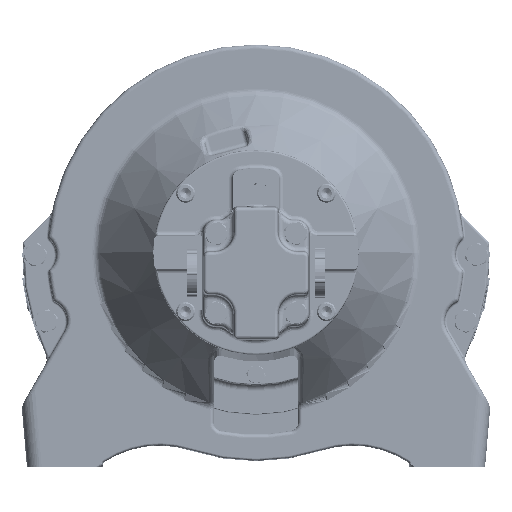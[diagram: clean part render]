
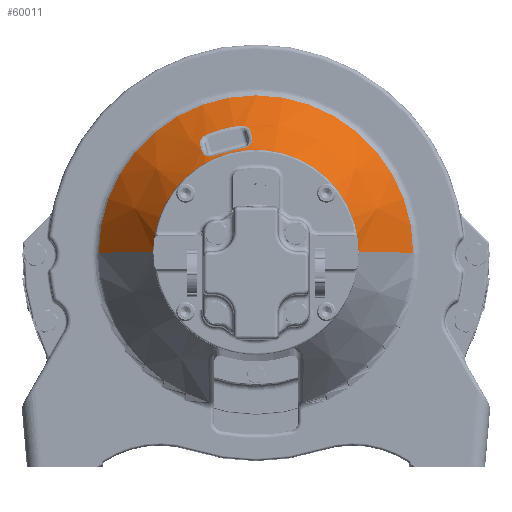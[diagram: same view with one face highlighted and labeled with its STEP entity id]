
A CAD part, top view. The second image highlights one B-rep face of the part: STEP entity #60011.
In plain terms, the highlighted conical face has half-angle 35 degrees and reference radius 97.764 mm.
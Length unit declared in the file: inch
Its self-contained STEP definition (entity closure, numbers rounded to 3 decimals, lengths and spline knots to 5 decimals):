
#31415=DIRECTION('',(-0.574,0.,-0.819));
#31416=VECTOR('',#31415,2.88148);
#31417=CARTESIAN_POINT('',(-3.02261,0.,-0.22003));
#31418=LINE('',#31417,#31416);
#31439=DIRECTION('',(0.574,0.,-0.819));
#31440=VECTOR('',#31439,2.88148);
#31441=CARTESIAN_POINT('',(3.02261,0.,-0.22003));
#31442=LINE('',#31441,#31440);
#31443=DIRECTION('',(-0.147,0.565,-0.812));
#31444=VECTOR('',#31443,0.32892);
#31445=CARTESIAN_POINT('',(-1.6153,3.03698,
-0.81588));
#31446=LINE('',#31445,#31444);
#31447=CARTESIAN_POINT('',(-1.30091,2.86162,
-0.3926));
#31448=CARTESIAN_POINT('',(-1.31305,2.8583,
-0.39546));
#31449=CARTESIAN_POINT('',(-1.33658,2.85364,
-0.40352));
#31450=CARTESIAN_POINT('',(-1.37046,2.85146,
-0.42146));
#31451=CARTESIAN_POINT('',(-1.4012,2.85321,
-0.44291));
#31452=CARTESIAN_POINT('',(-1.42953,2.85812,
-0.46718));
#31453=CARTESIAN_POINT('',(-1.45538,2.86547,
-0.49317));
#31454=CARTESIAN_POINT('',(-1.47874,2.8748,
-0.52024));
#31455=CARTESIAN_POINT('',(-1.50018,2.88583,
-0.54829));
#31456=CARTESIAN_POINT('',(-1.52636,2.90264,
-0.58688));
#31457=CARTESIAN_POINT('',(-1.55436,2.92672,
-0.63599));
#31458=CARTESIAN_POINT('',(-1.58129,2.95957,
-0.69547));
#31459=CARTESIAN_POINT('',(-1.60212,2.99631,
-0.75577));
#31460=CARTESIAN_POINT('',(-1.61171,3.0232,
-0.7961));
#31461=CARTESIAN_POINT('',(-1.6153,3.03698,
-0.81588));
#31463=CARTESIAN_POINT('',(-0.30419,3.12869,
-0.3926));
#31464=CARTESIAN_POINT('',(-0.34505,3.11798,
-0.38302));
#31465=CARTESIAN_POINT('',(-0.428,3.09617,
-0.36588));
#31466=CARTESIAN_POINT('',(-0.59448,3.05217,
-0.3412));
#31467=CARTESIAN_POINT('',(-0.76181,3.00759,
-0.33116));
#31468=CARTESIAN_POINT('',(-0.9304,2.96229,
-0.33633));
#31469=CARTESIAN_POINT('',(-1.09822,2.91694,
-0.35161));
#31470=CARTESIAN_POINT('',(-1.22052,2.88362,
-0.37369));
#31471=CARTESIAN_POINT('',(-1.30091,2.86162,
-0.3926));
#31473=CARTESIAN_POINT('',(-0.1196,3.43775,
-0.81588));
#31474=CARTESIAN_POINT('',(-0.11194,3.40992,
-0.77578));
#31475=CARTESIAN_POINT('',(-0.10809,3.36803,
-0.71582));
#31476=CARTESIAN_POINT('',(-0.11715,3.31207,
-0.63637));
#31477=CARTESIAN_POINT('',(-0.13197,3.26983,
-0.57688));
#31478=CARTESIAN_POINT('',(-0.15533,3.22898,
-0.52003));
#31479=CARTESIAN_POINT('',(-0.18384,3.19597,
-0.47508));
#31480=CARTESIAN_POINT('',(-0.21303,3.17165,
-0.44304));
#31481=CARTESIAN_POINT('',(-0.23912,3.15453,
-0.4213));
#31482=CARTESIAN_POINT('',(-0.26908,3.13971,
-0.40362));
#31483=CARTESIAN_POINT('',(-0.29226,3.13182,
-0.3954));
#31484=CARTESIAN_POINT('',(-0.30419,3.12869,
-0.3926));
#31486=DIRECTION('',(0.155,-0.563,0.812));
#31487=VECTOR('',#31486,0.32892);
#31488=CARTESIAN_POINT('',(-0.17047,3.62284,
-1.08298));
#31489=LINE('',#31488,#31487);
#31490=CARTESIAN_POINT('',(-0.47993,3.7729,
-1.33498));
#31491=CARTESIAN_POINT('',(-0.46016,3.77542,
-1.33498));
#31492=CARTESIAN_POINT('',(-0.43103,3.77662,
-1.33177));
#31493=CARTESIAN_POINT('',(-0.3927,3.77369,
-1.32174));
#31494=CARTESIAN_POINT('',(-0.36534,3.76941,
-1.31176));
#31495=CARTESIAN_POINT('',(-0.33935,3.76331,
-1.29963));
#31496=CARTESIAN_POINT('',(-0.30639,3.75285,
-1.28067));
#31497=CARTESIAN_POINT('',(-0.27016,3.73651,
-1.25343));
#31498=CARTESIAN_POINT('',(-0.23302,3.71212,
-1.21513));
#31499=CARTESIAN_POINT('',(-0.20387,3.68478,
-1.17372));
#31500=CARTESIAN_POINT('',(-0.18214,3.65453,
-1.12897));
#31501=CARTESIAN_POINT('',(-0.17341,3.63355,
-1.09845));
#31502=CARTESIAN_POINT('',(-0.17047,3.62284,
-1.08298));
#31504=CARTESIAN_POINT('',(-1.66379,3.22271,
-1.08298));
#31505=CARTESIAN_POINT('',(-1.66948,3.24448,
-1.11434));
#31506=CARTESIAN_POINT('',(-1.66972,3.27391,
-1.15183));
#31507=CARTESIAN_POINT('',(-1.65999,3.31232,
-1.19457));
#31508=CARTESIAN_POINT('',(-1.65086,3.33805,
-1.22163));
#31509=CARTESIAN_POINT('',(-1.63463,3.37045,
-1.25294));
#31510=CARTESIAN_POINT('',(-1.6062,3.41,
-1.28635));
#31511=CARTESIAN_POINT('',(-1.5758,3.44103,
-1.30828));
#31512=CARTESIAN_POINT('',(-1.5467,3.46449,
-1.32175));
#31513=CARTESIAN_POINT('',(-1.5155,3.48588,
-1.33166));
#31514=CARTESIAN_POINT('',(-1.48888,3.49982,
-1.33498));
#31515=CARTESIAN_POINT('',(-1.47082,3.5074,
-1.33498));
#31603=CARTESIAN_POINT('',(0.,0.,-0.22003));
#31604=DIRECTION('',(0.,0.,1.));
#31605=DIRECTION('',(1.,0.,0.));
#31606=AXIS2_PLACEMENT_3D('',#31603,#31604,#31605);
#37265=CARTESIAN_POINT('',(0.,0.,-2.58039));
#37266=DIRECTION('',(0.,0.,-1.));
#37267=DIRECTION('',(-1.,0.,0.));
#37268=AXIS2_PLACEMENT_3D('',#37265,#37266,#37267);
#38381=CARTESIAN_POINT('',(0.,0.,-1.33498));
#38382=DIRECTION('',(0.,0.,1.));
#38383=DIRECTION('',(-0.126,0.992,0.));
#38384=AXIS2_PLACEMENT_3D('',#38381,#38382,#38383);
#38520=CARTESIAN_POINT('',(-0.30419,3.12869,
-0.3926));
#38526=CARTESIAN_POINT('',(-1.30091,2.86162,
-0.3926));
#44292=CARTESIAN_POINT('',(4.67535,0.,-2.58039));
#44293=VERTEX_POINT('',#44292);
#44379=CARTESIAN_POINT('',(3.02261,0.,-0.22003));
#44380=VERTEX_POINT('',#44379);
#44458=CARTESIAN_POINT('',(-4.67535,0.,-2.58039));
#44459=VERTEX_POINT('',#44458);
#44536=CARTESIAN_POINT('',(-3.02261,0.,-0.22003));
#44537=VERTEX_POINT('',#44536);
#44663=CARTESIAN_POINT('',(-1.6153,3.03698,
-0.81588));
#44664=CARTESIAN_POINT('',(-1.66379,3.22271,
-1.08298));
#44665=VERTEX_POINT('',#44663);
#44666=VERTEX_POINT('',#44664);
#44668=VERTEX_POINT('',#38526);
#44716=VERTEX_POINT('',#31515);
#44719=VERTEX_POINT('',#38520);
#44764=CARTESIAN_POINT('',(-0.47993,3.7729,
-1.33498));
#44765=VERTEX_POINT('',#44764);
#44767=CARTESIAN_POINT('',(-0.17047,3.62284,
-1.08298));
#44768=CARTESIAN_POINT('',(-0.1196,3.43775,
-0.81588));
#44769=VERTEX_POINT('',#44767);
#44770=VERTEX_POINT('',#44768);
#59979=CARTESIAN_POINT('',(0.,0.,-1.40021));
#59980=DIRECTION('',(0.,0.,-1.));
#59981=DIRECTION('',(-1.,0.,0.));
#59982=AXIS2_PLACEMENT_3D('',#59979,#59980,#59981);
#59983=CONICAL_SURFACE('',#59982,3.84898,35.);
#59985=ORIENTED_EDGE('',*,*,#59984,.F.);
#59987=ORIENTED_EDGE('',*,*,#59986,.T.);
#59988=ORIENTED_EDGE('',*,*,#59960,.T.);
#59990=ORIENTED_EDGE('',*,*,#59989,.T.);
#59991=EDGE_LOOP('',(#59985,#59987,#59988,#59990));
#59992=FACE_OUTER_BOUND('',#59991,.F.);
#59994=ORIENTED_EDGE('',*,*,#59993,.F.);
#59996=ORIENTED_EDGE('',*,*,#59995,.F.);
#59998=ORIENTED_EDGE('',*,*,#59997,.F.);
#60000=ORIENTED_EDGE('',*,*,#59999,.F.);
#60002=ORIENTED_EDGE('',*,*,#60001,.F.);
#60004=ORIENTED_EDGE('',*,*,#60003,.F.);
#60006=ORIENTED_EDGE('',*,*,#60005,.T.);
#60008=ORIENTED_EDGE('',*,*,#60007,.F.);
#60009=EDGE_LOOP('',(#59994,#59996,#59998,#60000,#60002,#60004,#60006,#60008));
#60010=FACE_BOUND('',#60009,.F.);
#31462=B_SPLINE_CURVE_WITH_KNOTS('',3,(#31447,#31448,#31449,#31450,#31451,
#31452,#31453,#31454,#31455,#31456,#31457,#31458,#31459,#31460,#31461),
.UNSPECIFIED.,.F.,.F.,(4,1,1,1,1,1,1,1,1,1,1,1,4),(0.,0.0625,
0.125,0.1875,0.25,0.3125,
0.375,0.4375,0.5,0.625,
0.75,0.875,1.),.UNSPECIFIED.);
#31472=B_SPLINE_CURVE_WITH_KNOTS('',3,(#31463,#31464,#31465,#31466,#31467,
#31468,#31469,#31470,#31471),.UNSPECIFIED.,.F.,.F.,(4,1,1,1,1,1,4),(0.,
0.125,0.25,0.5,0.625,
0.75,1.),.UNSPECIFIED.);
#31485=B_SPLINE_CURVE_WITH_KNOTS('',3,(#31473,#31474,#31475,#31476,#31477,
#31478,#31479,#31480,#31481,#31482,#31483,#31484),.UNSPECIFIED.,.F.,.F.,(4,1,1,
1,1,1,1,1,1,4),(0.,0.25,0.375,0.5,
0.625,0.75,0.8125,0.875,
0.9375,1.),.UNSPECIFIED.);
#31503=B_SPLINE_CURVE_WITH_KNOTS('',3,(#31490,#31491,#31492,#31493,#31494,
#31495,#31496,#31497,#31498,#31499,#31500,#31501,#31502),.UNSPECIFIED.,.F.,.F.,(
4,1,1,1,1,1,1,1,1,1,4),(0.,0.125,0.1875,
0.25,0.3125,0.375,0.5,
0.625,0.75,0.875,1.),.UNSPECIFIED.);
#31516=B_SPLINE_CURVE_WITH_KNOTS('',3,(#31504,#31505,#31506,#31507,#31508,
#31509,#31510,#31511,#31512,#31513,#31514,#31515),.UNSPECIFIED.,.F.,.F.,(4,1,1,
1,1,1,1,1,1,4),(0.,0.25,0.3125,0.375,
0.5,0.625,0.75,0.8125,
0.875,1.),.UNSPECIFIED.);
#31607=CIRCLE('',#31606,3.02261);
#37269=CIRCLE('',#37268,4.67535);
#38385=CIRCLE('',#38384,3.8033);
#59960=EDGE_CURVE('',#44537,#44459,#31418,.T.);
#59984=EDGE_CURVE('',#44380,#44293,#31442,.T.);
#59986=EDGE_CURVE('',#44380,#44537,#31607,.T.);
#59989=EDGE_CURVE('',#44459,#44293,#37269,.T.);
#59993=EDGE_CURVE('',#44665,#44666,#31446,.T.);
#59995=EDGE_CURVE('',#44668,#44665,#31462,.T.);
#59997=EDGE_CURVE('',#44719,#44668,#31472,.T.);
#59999=EDGE_CURVE('',#44770,#44719,#31485,.T.);
#60001=EDGE_CURVE('',#44769,#44770,#31489,.T.);
#60003=EDGE_CURVE('',#44765,#44769,#31503,.T.);
#60005=EDGE_CURVE('',#44765,#44716,#38385,.T.);
#60007=EDGE_CURVE('',#44666,#44716,#31516,.T.);
#60011=ADVANCED_FACE('',(#59992,#60010),#59983,.T.);
